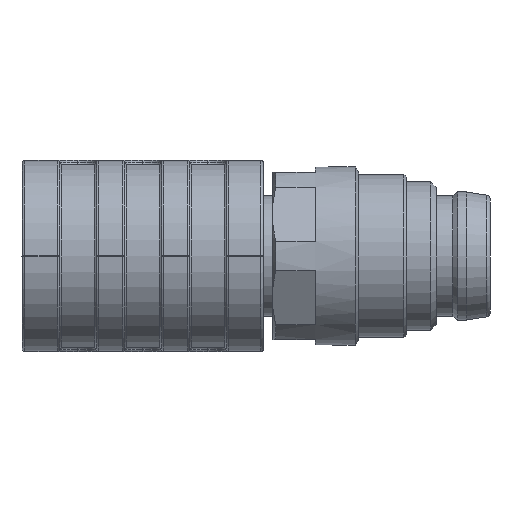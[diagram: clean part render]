
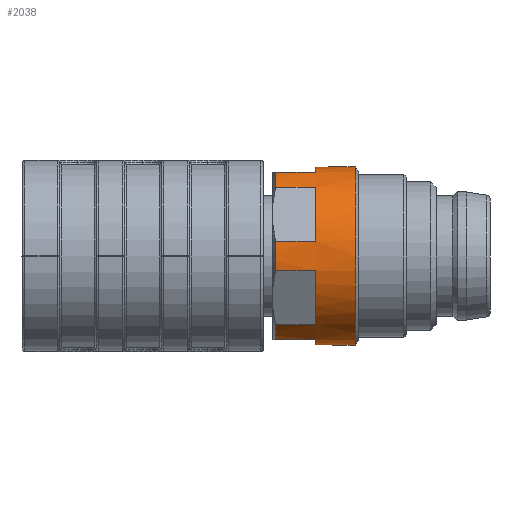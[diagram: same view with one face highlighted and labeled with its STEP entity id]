
A CAD part, front view. The second image highlights one B-rep face of the part: STEP entity #2038.
In plain terms, the highlighted cylindrical face has radius 4.8 mm (diameter 9.6 mm), a full revolution.
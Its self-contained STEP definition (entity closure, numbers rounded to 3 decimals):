
#1051=LINE('',#12789,#1519);
#1052=LINE('',#12790,#1520);
#1054=LINE('',#12793,#1522);
#1056=LINE('',#12797,#1524);
#1058=LINE('',#12802,#1526);
#1060=LINE('',#12806,#1528);
#1062=LINE('',#12811,#1530);
#1064=LINE('',#12815,#1532);
#1066=LINE('',#12820,#1534);
#1068=LINE('',#12824,#1536);
#1070=LINE('',#12829,#1538);
#1072=LINE('',#12833,#1540);
#1519=VECTOR('',#10036,1.);
#1520=VECTOR('',#10037,1.);
#1522=VECTOR('',#10041,1.);
#1524=VECTOR('',#10043,1.);
#1526=VECTOR('',#10051,1.);
#1528=VECTOR('',#10053,1.);
#1530=VECTOR('',#10061,1.);
#1532=VECTOR('',#10063,1.);
#1534=VECTOR('',#10071,1.);
#1536=VECTOR('',#10073,1.);
#1538=VECTOR('',#10081,1.);
#1540=VECTOR('',#10083,1.);
#2038=ADVANCED_FACE('',(#2580,#2581),#2415,.T.);
#2415=CYLINDRICAL_SURFACE('',#8378,4.8);
#2580=FACE_BOUND('',#2907,.T.);
#2581=FACE_BOUND('',#2908,.T.);
#2907=EDGE_LOOP('',(#4150));
#2908=EDGE_LOOP('',(#4151,#4152,#4153,#4154,#4155,#4156,#4157,#4158,#4159,
#4160,#4161,#4162,#4163,#4164,#4165,#4166,#4167,#4168,#4169,#4170,#4171,
#4172,#4173,#4174));
#4150=ORIENTED_EDGE('',*,*,#6593,.T.);
#4151=ORIENTED_EDGE('',*,*,#6625,.F.);
#4152=ORIENTED_EDGE('',*,*,#6618,.T.);
#4153=ORIENTED_EDGE('',*,*,#6630,.F.);
#4154=ORIENTED_EDGE('',*,*,#6631,.T.);
#4155=ORIENTED_EDGE('',*,*,#6628,.F.);
#4156=ORIENTED_EDGE('',*,*,#6606,.T.);
#4157=ORIENTED_EDGE('',*,*,#6635,.F.);
#4158=ORIENTED_EDGE('',*,*,#6636,.T.);
#4159=ORIENTED_EDGE('',*,*,#6633,.F.);
#4160=ORIENTED_EDGE('',*,*,#6610,.T.);
#4161=ORIENTED_EDGE('',*,*,#6640,.F.);
#4162=ORIENTED_EDGE('',*,*,#6641,.T.);
#4163=ORIENTED_EDGE('',*,*,#6638,.F.);
#4164=ORIENTED_EDGE('',*,*,#6598,.T.);
#4165=ORIENTED_EDGE('',*,*,#6645,.F.);
#4166=ORIENTED_EDGE('',*,*,#6646,.T.);
#4167=ORIENTED_EDGE('',*,*,#6643,.F.);
#4168=ORIENTED_EDGE('',*,*,#6614,.T.);
#4169=ORIENTED_EDGE('',*,*,#6650,.F.);
#4170=ORIENTED_EDGE('',*,*,#6651,.T.);
#4171=ORIENTED_EDGE('',*,*,#6648,.F.);
#4172=ORIENTED_EDGE('',*,*,#6602,.T.);
#4173=ORIENTED_EDGE('',*,*,#6626,.F.);
#4174=ORIENTED_EDGE('',*,*,#6623,.T.);
#5734=VERTEX_POINT('',#12680);
#5737=VERTEX_POINT('',#12689);
#5739=VERTEX_POINT('',#12696);
#5741=VERTEX_POINT('',#12704);
#5743=VERTEX_POINT('',#12711);
#5745=VERTEX_POINT('',#12719);
#5747=VERTEX_POINT('',#12726);
#5749=VERTEX_POINT('',#12734);
#5751=VERTEX_POINT('',#12741);
#5753=VERTEX_POINT('',#12749);
#5755=VERTEX_POINT('',#12756);
#5757=VERTEX_POINT('',#12764);
#5759=VERTEX_POINT('',#12771);
#5763=VERTEX_POINT('',#12784);
#5764=VERTEX_POINT('',#12785);
#5765=VERTEX_POINT('',#12794);
#5766=VERTEX_POINT('',#12796);
#5767=VERTEX_POINT('',#12803);
#5768=VERTEX_POINT('',#12805);
#5769=VERTEX_POINT('',#12812);
#5770=VERTEX_POINT('',#12814);
#5771=VERTEX_POINT('',#12821);
#5772=VERTEX_POINT('',#12823);
#5773=VERTEX_POINT('',#12830);
#5774=VERTEX_POINT('',#12832);
#6593=EDGE_CURVE('',#5734,#5734,#7549,.T.);
#6598=EDGE_CURVE('',#5737,#5739,#7552,.T.);
#6602=EDGE_CURVE('',#5741,#5743,#7554,.T.);
#6606=EDGE_CURVE('',#5745,#5747,#7556,.T.);
#6610=EDGE_CURVE('',#5749,#5751,#7558,.T.);
#6614=EDGE_CURVE('',#5753,#5755,#7560,.T.);
#6618=EDGE_CURVE('',#5757,#5759,#7562,.T.);
#6623=EDGE_CURVE('',#5764,#5763,#7566,.T.);
#6625=EDGE_CURVE('',#5757,#5763,#1051,.T.);
#6626=EDGE_CURVE('',#5764,#5743,#1052,.T.);
#6628=EDGE_CURVE('',#5745,#5765,#1054,.T.);
#6630=EDGE_CURVE('',#5766,#5759,#1056,.T.);
#6631=EDGE_CURVE('',#5766,#5765,#7567,.T.);
#6633=EDGE_CURVE('',#5749,#5767,#1058,.T.);
#6635=EDGE_CURVE('',#5768,#5747,#1060,.T.);
#6636=EDGE_CURVE('',#5768,#5767,#7568,.T.);
#6638=EDGE_CURVE('',#5737,#5769,#1062,.T.);
#6640=EDGE_CURVE('',#5770,#5751,#1064,.T.);
#6641=EDGE_CURVE('',#5770,#5769,#7569,.T.);
#6643=EDGE_CURVE('',#5753,#5771,#1066,.T.);
#6645=EDGE_CURVE('',#5772,#5739,#1068,.T.);
#6646=EDGE_CURVE('',#5772,#5771,#7570,.T.);
#6648=EDGE_CURVE('',#5741,#5773,#1070,.T.);
#6650=EDGE_CURVE('',#5774,#5755,#1072,.T.);
#6651=EDGE_CURVE('',#5774,#5773,#7571,.T.);
#7549=CIRCLE('',#8325,4.8);
#7552=CIRCLE('',#8329,4.8);
#7554=CIRCLE('',#8332,4.8);
#7556=CIRCLE('',#8335,4.8);
#7558=CIRCLE('',#8338,4.8);
#7560=CIRCLE('',#8341,4.8);
#7562=CIRCLE('',#8344,4.8);
#7566=CIRCLE('',#8352,4.8);
#7567=CIRCLE('',#8356,4.8);
#7568=CIRCLE('',#8359,4.8);
#7569=CIRCLE('',#8362,4.8);
#7570=CIRCLE('',#8365,4.8);
#7571=CIRCLE('',#8368,4.8);
#8325=AXIS2_PLACEMENT_3D('',#12679,#9976,#9977);
#8329=AXIS2_PLACEMENT_3D('',#12697,#9984,#9985);
#8332=AXIS2_PLACEMENT_3D('',#12712,#9990,#9991);
#8335=AXIS2_PLACEMENT_3D('',#12727,#9996,#9997);
#8338=AXIS2_PLACEMENT_3D('',#12742,#10002,#10003);
#8341=AXIS2_PLACEMENT_3D('',#12757,#10008,#10009);
#8344=AXIS2_PLACEMENT_3D('',#12772,#10014,#10015);
#8352=AXIS2_PLACEMENT_3D('',#12786,#10031,#10032);
#8356=AXIS2_PLACEMENT_3D('',#12799,#10046,#10047);
#8359=AXIS2_PLACEMENT_3D('',#12808,#10056,#10057);
#8362=AXIS2_PLACEMENT_3D('',#12817,#10066,#10067);
#8365=AXIS2_PLACEMENT_3D('',#12826,#10076,#10077);
#8368=AXIS2_PLACEMENT_3D('',#12835,#10086,#10087);
#8378=AXIS2_PLACEMENT_3D('',#12849,#10106,#10107);
#9976=DIRECTION('',(-1.,0.,0.));
#9977=DIRECTION('',(0.,0.,1.));
#9984=DIRECTION('',(1.,0.,0.));
#9985=DIRECTION('',(0.,0.,1.));
#9990=DIRECTION('',(1.,0.,0.));
#9991=DIRECTION('',(0.,0.,1.));
#9996=DIRECTION('',(1.,0.,0.));
#9997=DIRECTION('',(0.,0.,1.));
#10002=DIRECTION('',(1.,0.,0.));
#10003=DIRECTION('',(0.,0.,1.));
#10008=DIRECTION('',(1.,0.,0.));
#10009=DIRECTION('',(0.,0.,1.));
#10014=DIRECTION('',(1.,0.,0.));
#10015=DIRECTION('',(0.,0.,1.));
#10031=DIRECTION('',(1.,0.,0.));
#10032=DIRECTION('',(0.,0.,1.));
#10036=DIRECTION('',(1.,0.,0.));
#10037=DIRECTION('',(-1.,0.,0.));
#10041=DIRECTION('',(1.,0.,0.));
#10043=DIRECTION('',(-1.,0.,0.));
#10046=DIRECTION('',(1.,0.,0.));
#10047=DIRECTION('',(0.,0.,1.));
#10051=DIRECTION('',(1.,0.,0.));
#10053=DIRECTION('',(-1.,0.,0.));
#10056=DIRECTION('',(1.,0.,0.));
#10057=DIRECTION('',(0.,0.,1.));
#10061=DIRECTION('',(1.,0.,0.));
#10063=DIRECTION('',(-1.,0.,0.));
#10066=DIRECTION('',(1.,0.,0.));
#10067=DIRECTION('',(0.,0.,1.));
#10071=DIRECTION('',(1.,0.,0.));
#10073=DIRECTION('',(-1.,0.,0.));
#10076=DIRECTION('',(1.,0.,0.));
#10077=DIRECTION('',(0.,0.,1.));
#10081=DIRECTION('',(1.,0.,0.));
#10083=DIRECTION('',(-1.,0.,0.));
#10086=DIRECTION('',(1.,0.,0.));
#10087=DIRECTION('',(0.,0.,1.));
#10106=DIRECTION('',(1.,0.,0.));
#10107=DIRECTION('',(0.,0.,-1.));
#12679=CARTESIAN_POINT('',(55.753,5.85,44.15));
#12680=CARTESIAN_POINT('',(55.753,5.85,48.95));
#12689=CARTESIAN_POINT('',(51.453,8.912,47.847));
#12696=CARTESIAN_POINT('',(51.453,7.52,48.65));
#12697=CARTESIAN_POINT('',(51.453,5.85,44.15));
#12704=CARTESIAN_POINT('',(51.453,1.117,44.954));
#12711=CARTESIAN_POINT('',(51.453,1.117,43.347));
#12712=CARTESIAN_POINT('',(51.453,5.85,44.15));
#12719=CARTESIAN_POINT('',(51.453,7.52,39.65));
#12726=CARTESIAN_POINT('',(51.453,8.912,40.454));
#12727=CARTESIAN_POINT('',(51.453,5.85,44.15));
#12734=CARTESIAN_POINT('',(51.453,10.582,43.347));
#12741=CARTESIAN_POINT('',(51.453,10.582,44.954));
#12742=CARTESIAN_POINT('',(51.453,5.85,44.15));
#12749=CARTESIAN_POINT('',(51.453,4.179,48.65));
#12756=CARTESIAN_POINT('',(51.453,2.788,47.847));
#12757=CARTESIAN_POINT('',(51.453,5.85,44.15));
#12764=CARTESIAN_POINT('',(51.453,2.788,40.454));
#12771=CARTESIAN_POINT('',(51.453,4.179,39.65));
#12772=CARTESIAN_POINT('',(51.453,5.85,44.15));
#12784=CARTESIAN_POINT('',(53.603,2.788,40.454));
#12785=CARTESIAN_POINT('',(53.603,1.117,43.347));
#12786=CARTESIAN_POINT('',(53.603,5.85,44.15));
#12789=CARTESIAN_POINT('',(83.303,2.788,40.454));
#12790=CARTESIAN_POINT('',(83.303,1.117,43.347));
#12793=CARTESIAN_POINT('',(83.303,7.52,39.65));
#12794=CARTESIAN_POINT('',(53.603,7.52,39.65));
#12796=CARTESIAN_POINT('',(53.603,4.179,39.65));
#12797=CARTESIAN_POINT('',(83.303,4.179,39.65));
#12799=CARTESIAN_POINT('',(53.603,5.85,44.15));
#12802=CARTESIAN_POINT('',(83.303,10.582,43.347));
#12803=CARTESIAN_POINT('',(53.603,10.582,43.347));
#12805=CARTESIAN_POINT('',(53.603,8.912,40.454));
#12806=CARTESIAN_POINT('',(83.303,8.912,40.454));
#12808=CARTESIAN_POINT('',(53.603,5.85,44.15));
#12811=CARTESIAN_POINT('',(83.303,8.912,47.847));
#12812=CARTESIAN_POINT('',(53.603,8.912,47.847));
#12814=CARTESIAN_POINT('',(53.603,10.582,44.954));
#12815=CARTESIAN_POINT('',(83.303,10.582,44.954));
#12817=CARTESIAN_POINT('',(53.603,5.85,44.15));
#12820=CARTESIAN_POINT('',(83.303,4.179,48.65));
#12821=CARTESIAN_POINT('',(53.603,4.179,48.65));
#12823=CARTESIAN_POINT('',(53.603,7.52,48.65));
#12824=CARTESIAN_POINT('',(83.303,7.52,48.65));
#12826=CARTESIAN_POINT('',(53.603,5.85,44.15));
#12829=CARTESIAN_POINT('',(83.303,1.117,44.954));
#12830=CARTESIAN_POINT('',(53.603,1.117,44.954));
#12832=CARTESIAN_POINT('',(53.603,2.788,47.847));
#12833=CARTESIAN_POINT('',(83.303,2.788,47.847));
#12835=CARTESIAN_POINT('',(53.603,5.85,44.15));
#12849=CARTESIAN_POINT('',(83.303,5.85,44.15));
